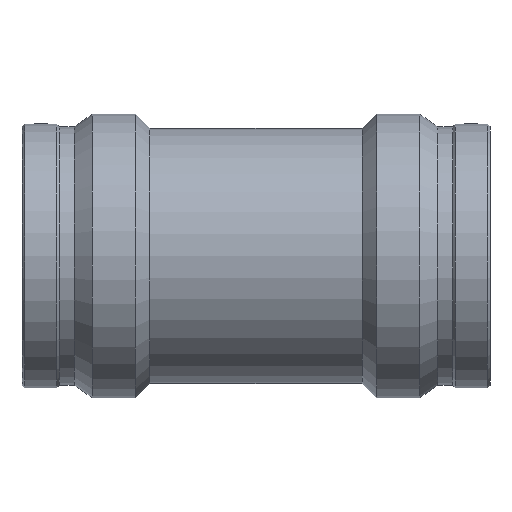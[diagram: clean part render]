
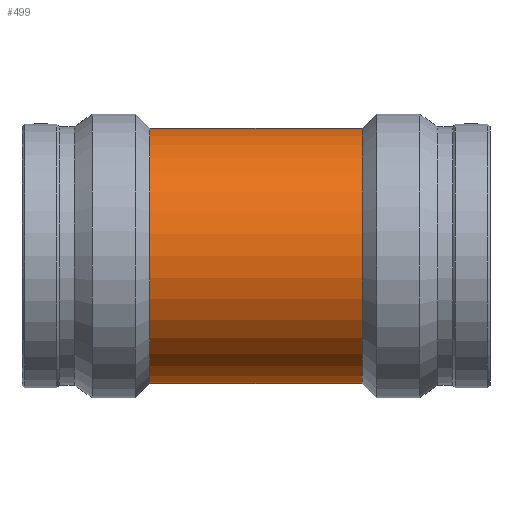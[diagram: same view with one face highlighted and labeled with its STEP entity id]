
A CAD part, top view. The second image highlights one B-rep face of the part: STEP entity #499.
In plain terms, the highlighted cylindrical face has radius 146.7 mm (diameter 293.4 mm), a full revolution.
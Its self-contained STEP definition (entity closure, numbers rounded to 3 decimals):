
#30=B_SPLINE_CURVE_WITH_KNOTS('',3,(#865,#866,#867,#868,#869,#870,#871,
#872,#873,#874,#875,#876,#877,#878,#879,#880,#881,#882,#883,#884,#885,#886,
#887,#888,#889,#890,#891,#892,#893,#894,#895,#896,#897,#898,#899,#900,#901,
#902,#903,#904,#905,#906,#907,#908,#909,#910,#911,#912,#913,#914,#915,#916,
#917,#918,#919,#920,#921,#922,#923,#924,#925,#926,#927,#928,#929,#930),
 .UNSPECIFIED.,.T.,.F.,(4,2,2,2,2,2,2,2,2,2,2,2,2,2,2,2,2,2,2,2,2,2,2,2,
2,2,2,2,2,2,2,2,4),(0.,1.101,2.202,3.304,
4.405,5.505,6.605,7.706,8.806,
9.906,11.006,12.106,13.207,14.308,
15.409,16.51,17.612,18.713,19.814,
20.915,22.017,23.117,24.217,25.317,
26.418,27.518,28.618,29.718,30.818,
31.92,33.021,34.122,35.223),
 .UNSPECIFIED.);
#69=FACE_BOUND('',#187,.T.);
#70=FACE_BOUND('',#188,.T.);
#117=FACE_OUTER_BOUND('',#186,.T.);
#186=EDGE_LOOP('',(#412));
#187=EDGE_LOOP('',(#413));
#188=EDGE_LOOP('',(#414));
#251=CIRCLE('',#568,146.7);
#252=CIRCLE('',#570,146.7);
#276=VERTEX_POINT('',#864);
#297=VERTEX_POINT('',#1058);
#298=VERTEX_POINT('',#1061);
#322=EDGE_CURVE('',#276,#276,#30,.T.);
#343=EDGE_CURVE('',#297,#297,#251,.T.);
#344=EDGE_CURVE('',#298,#298,#252,.T.);
#412=ORIENTED_EDGE('',*,*,#343,.T.);
#413=ORIENTED_EDGE('',*,*,#322,.T.);
#414=ORIENTED_EDGE('',*,*,#344,.F.);
#465=CYLINDRICAL_SURFACE('',#569,146.7);
#499=ADVANCED_FACE('',(#117,#69,#70),#465,.T.);
#568=AXIS2_PLACEMENT_3D('',#1059,#704,#705);
#569=AXIS2_PLACEMENT_3D('',#1060,#706,#707);
#570=AXIS2_PLACEMENT_3D('',#1062,#708,#709);
#704=DIRECTION('center_axis',(1.,0.,0.));
#705=DIRECTION('ref_axis',(0.,0.,-1.));
#706=DIRECTION('center_axis',(1.,0.,0.));
#707=DIRECTION('ref_axis',(0.,1.,0.));
#708=DIRECTION('center_axis',(1.,0.,0.));
#709=DIRECTION('ref_axis',(0.,0.,-1.));
#864=CARTESIAN_POINT('',(0.,-57.75,-134.855));
#865=CARTESIAN_POINT('Ctrl Pts',(0.,-57.75,-134.855));
#866=CARTESIAN_POINT('Ctrl Pts',(3.671,-57.75,-134.855));
#867=CARTESIAN_POINT('Ctrl Pts',(7.452,-57.394,-135.009));
#868=CARTESIAN_POINT('Ctrl Pts',(14.947,-55.913,-135.629));
#869=CARTESIAN_POINT('Ctrl Pts',(18.66,-54.787,-136.095));
#870=CARTESIAN_POINT('Ctrl Pts',(25.76,-51.829,-137.248));
#871=CARTESIAN_POINT('Ctrl Pts',(29.153,-49.994,-137.936));
#872=CARTESIAN_POINT('Ctrl Pts',(35.419,-45.769,-139.395));
#873=CARTESIAN_POINT('Ctrl Pts',(38.293,-43.378,-140.165));
#874=CARTESIAN_POINT('Ctrl Pts',(43.376,-38.295,-141.638));
#875=CARTESIAN_POINT('Ctrl Pts',(45.766,-35.423,-142.395));
#876=CARTESIAN_POINT('Ctrl Pts',(49.993,-29.156,-143.809));
#877=CARTESIAN_POINT('Ctrl Pts',(51.829,-25.761,-144.465));
#878=CARTESIAN_POINT('Ctrl Pts',(54.788,-18.658,-145.553));
#879=CARTESIAN_POINT('Ctrl Pts',(55.914,-14.943,-145.985));
#880=CARTESIAN_POINT('Ctrl Pts',(57.395,-7.448,-146.559));
#881=CARTESIAN_POINT('Ctrl Pts',(57.75,-3.667,-146.7));
#882=CARTESIAN_POINT('Ctrl Pts',(57.75,3.667,-146.7));
#883=CARTESIAN_POINT('Ctrl Pts',(57.395,7.448,-146.559));
#884=CARTESIAN_POINT('Ctrl Pts',(55.914,14.943,-145.985));
#885=CARTESIAN_POINT('Ctrl Pts',(54.788,18.658,-145.553));
#886=CARTESIAN_POINT('Ctrl Pts',(51.829,25.761,-144.465));
#887=CARTESIAN_POINT('Ctrl Pts',(49.993,29.156,-143.809));
#888=CARTESIAN_POINT('Ctrl Pts',(45.766,35.423,-142.395));
#889=CARTESIAN_POINT('Ctrl Pts',(43.376,38.295,-141.638));
#890=CARTESIAN_POINT('Ctrl Pts',(38.293,43.378,-140.165));
#891=CARTESIAN_POINT('Ctrl Pts',(35.419,45.769,-139.395));
#892=CARTESIAN_POINT('Ctrl Pts',(29.153,49.994,-137.936));
#893=CARTESIAN_POINT('Ctrl Pts',(25.76,51.829,-137.248));
#894=CARTESIAN_POINT('Ctrl Pts',(18.66,54.787,-136.095));
#895=CARTESIAN_POINT('Ctrl Pts',(14.947,55.913,-135.629));
#896=CARTESIAN_POINT('Ctrl Pts',(7.452,57.394,-135.009));
#897=CARTESIAN_POINT('Ctrl Pts',(3.671,57.75,-134.855));
#898=CARTESIAN_POINT('Ctrl Pts',(-3.671,57.75,-134.855));
#899=CARTESIAN_POINT('Ctrl Pts',(-7.452,57.394,-135.009));
#900=CARTESIAN_POINT('Ctrl Pts',(-14.947,55.913,-135.629));
#901=CARTESIAN_POINT('Ctrl Pts',(-18.66,54.787,-136.095));
#902=CARTESIAN_POINT('Ctrl Pts',(-25.76,51.829,-137.248));
#903=CARTESIAN_POINT('Ctrl Pts',(-29.153,49.994,-137.936));
#904=CARTESIAN_POINT('Ctrl Pts',(-35.419,45.769,-139.395));
#905=CARTESIAN_POINT('Ctrl Pts',(-38.293,43.378,-140.165));
#906=CARTESIAN_POINT('Ctrl Pts',(-43.376,38.295,-141.638));
#907=CARTESIAN_POINT('Ctrl Pts',(-45.766,35.423,-142.395));
#908=CARTESIAN_POINT('Ctrl Pts',(-49.993,29.156,-143.809));
#909=CARTESIAN_POINT('Ctrl Pts',(-51.829,25.761,-144.465));
#910=CARTESIAN_POINT('Ctrl Pts',(-54.788,18.658,-145.553));
#911=CARTESIAN_POINT('Ctrl Pts',(-55.914,14.943,-145.985));
#912=CARTESIAN_POINT('Ctrl Pts',(-57.395,7.448,-146.559));
#913=CARTESIAN_POINT('Ctrl Pts',(-57.75,3.667,-146.7));
#914=CARTESIAN_POINT('Ctrl Pts',(-57.75,-3.667,-146.7));
#915=CARTESIAN_POINT('Ctrl Pts',(-57.395,-7.448,-146.559));
#916=CARTESIAN_POINT('Ctrl Pts',(-55.914,-14.943,-145.985));
#917=CARTESIAN_POINT('Ctrl Pts',(-54.788,-18.658,-145.553));
#918=CARTESIAN_POINT('Ctrl Pts',(-51.829,-25.761,-144.465));
#919=CARTESIAN_POINT('Ctrl Pts',(-49.993,-29.156,-143.809));
#920=CARTESIAN_POINT('Ctrl Pts',(-45.766,-35.423,-142.395));
#921=CARTESIAN_POINT('Ctrl Pts',(-43.376,-38.295,-141.638));
#922=CARTESIAN_POINT('Ctrl Pts',(-38.293,-43.378,-140.165));
#923=CARTESIAN_POINT('Ctrl Pts',(-35.419,-45.769,-139.395));
#924=CARTESIAN_POINT('Ctrl Pts',(-29.153,-49.994,-137.936));
#925=CARTESIAN_POINT('Ctrl Pts',(-25.76,-51.829,-137.248));
#926=CARTESIAN_POINT('Ctrl Pts',(-18.66,-54.787,-136.095));
#927=CARTESIAN_POINT('Ctrl Pts',(-14.947,-55.913,-135.629));
#928=CARTESIAN_POINT('Ctrl Pts',(-7.452,-57.394,-135.009));
#929=CARTESIAN_POINT('Ctrl Pts',(-3.671,-57.75,-134.855));
#930=CARTESIAN_POINT('Ctrl Pts',(0.,-57.75,-134.855));
#1058=CARTESIAN_POINT('',(-122.395,146.7,0.));
#1059=CARTESIAN_POINT('Origin',(-122.395,0.,0.));
#1060=CARTESIAN_POINT('Origin',(0.,0.,0.));
#1061=CARTESIAN_POINT('',(122.395,146.7,0.));
#1062=CARTESIAN_POINT('Origin',(122.395,0.,0.));
